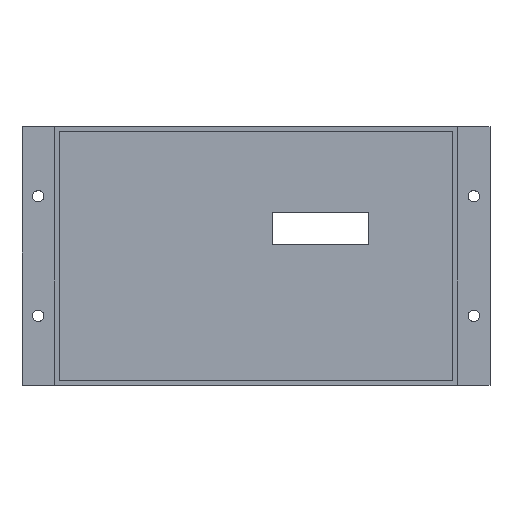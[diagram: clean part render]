
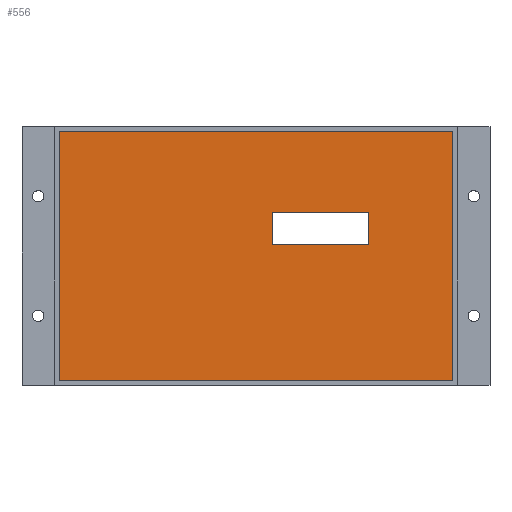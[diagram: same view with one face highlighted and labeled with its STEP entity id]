
A CAD part, top view. The second image highlights one B-rep face of the part: STEP entity #556.
In plain terms, the highlighted planar face has unit normal (0, 0, 1).
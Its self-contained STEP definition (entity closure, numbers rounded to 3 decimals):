
#37=FACE_BOUND('',#110,.T.);
#68=FACE_OUTER_BOUND('',#109,.T.);
#109=EDGE_LOOP('',(#491,#492,#493,#494));
#110=EDGE_LOOP('',(#495,#496,#497,#498));
#156=LINE('',#862,#220);
#158=LINE('',#866,#222);
#161=LINE('',#871,#225);
#162=LINE('',#873,#226);
#166=LINE('',#884,#230);
#169=LINE('',#889,#233);
#171=LINE('',#893,#235);
#172=LINE('',#895,#236);
#220=VECTOR('',#705,1.);
#222=VECTOR('',#709,1.);
#225=VECTOR('',#714,1.);
#226=VECTOR('',#717,1.);
#230=VECTOR('',#731,1.);
#233=VECTOR('',#736,1.);
#235=VECTOR('',#740,1.);
#236=VECTOR('',#743,1.);
#275=VERTEX_POINT('',#859);
#276=VERTEX_POINT('',#861);
#277=VERTEX_POINT('',#865);
#278=VERTEX_POINT('',#869);
#279=VERTEX_POINT('',#881);
#280=VERTEX_POINT('',#883);
#281=VERTEX_POINT('',#887);
#282=VERTEX_POINT('',#891);
#336=EDGE_CURVE('',#275,#276,#156,.T.);
#338=EDGE_CURVE('',#276,#277,#158,.T.);
#341=EDGE_CURVE('',#278,#277,#161,.T.);
#342=EDGE_CURVE('',#275,#278,#162,.T.);
#346=EDGE_CURVE('',#280,#279,#166,.T.);
#349=EDGE_CURVE('',#279,#281,#169,.T.);
#351=EDGE_CURVE('',#282,#281,#171,.T.);
#352=EDGE_CURVE('',#280,#282,#172,.T.);
#491=ORIENTED_EDGE('',*,*,#352,.F.);
#492=ORIENTED_EDGE('',*,*,#346,.T.);
#493=ORIENTED_EDGE('',*,*,#349,.T.);
#494=ORIENTED_EDGE('',*,*,#351,.F.);
#495=ORIENTED_EDGE('',*,*,#342,.T.);
#496=ORIENTED_EDGE('',*,*,#341,.T.);
#497=ORIENTED_EDGE('',*,*,#338,.F.);
#498=ORIENTED_EDGE('',*,*,#336,.F.);
#525=PLANE('',#609);
#556=ADVANCED_FACE('',(#68,#37),#525,.T.);
#609=AXIS2_PLACEMENT_3D('',#901,#752,#753);
#705=DIRECTION('',(0.,1.,0.));
#709=DIRECTION('',(-1.,0.,0.));
#714=DIRECTION('',(0.,1.,0.));
#717=DIRECTION('',(-1.,0.,0.));
#731=DIRECTION('',(1.,0.,0.));
#736=DIRECTION('',(0.,1.,0.));
#740=DIRECTION('',(1.,0.,0.));
#743=DIRECTION('',(0.,1.,0.));
#752=DIRECTION('center_axis',(0.,0.,1.));
#753=DIRECTION('ref_axis',(1.,0.,0.));
#859=CARTESIAN_POINT('',(35.,3.5,-0.4));
#861=CARTESIAN_POINT('',(35.,13.5,-0.4));
#862=CARTESIAN_POINT('',(35.,-17.5,-0.4));
#865=CARTESIAN_POINT('',(5.,13.5,-0.4));
#866=CARTESIAN_POINT('',(-28.,13.5,-0.4));
#869=CARTESIAN_POINT('',(5.,3.5,-0.4));
#871=CARTESIAN_POINT('',(5.,-17.5,-0.4));
#873=CARTESIAN_POINT('',(-28.,3.5,-0.4));
#881=CARTESIAN_POINT('',(61.,-38.5,-0.4));
#883=CARTESIAN_POINT('',(-61.,-38.5,-0.4));
#884=CARTESIAN_POINT('',(-61.,-38.5,-0.4));
#887=CARTESIAN_POINT('',(61.,38.5,-0.4));
#889=CARTESIAN_POINT('',(61.,-38.5,-0.4));
#891=CARTESIAN_POINT('',(-61.,38.5,-0.4));
#893=CARTESIAN_POINT('',(-61.,38.5,-0.4));
#895=CARTESIAN_POINT('',(-61.,-38.5,-0.4));
#901=CARTESIAN_POINT('Origin',(-61.,-38.5,-0.4));
